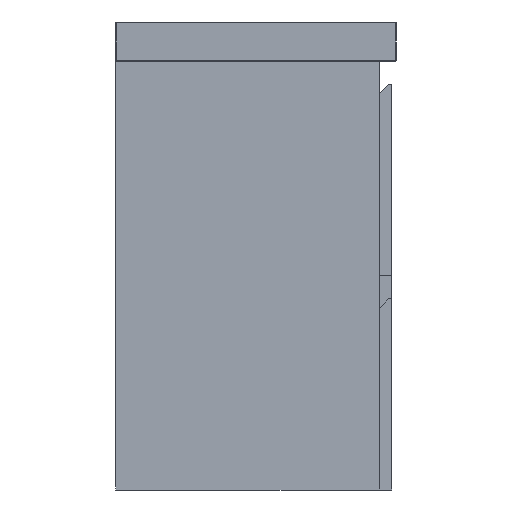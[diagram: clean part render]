
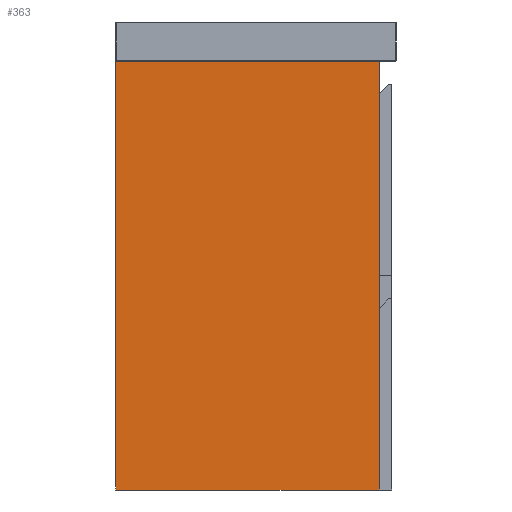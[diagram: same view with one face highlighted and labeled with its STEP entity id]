
A CAD part, left-side view. The second image highlights one B-rep face of the part: STEP entity #363.
In plain terms, the highlighted planar face has unit normal (-1, 0, 0).
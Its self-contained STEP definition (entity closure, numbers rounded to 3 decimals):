
#363=ADVANCED_FACE('',(#458),#1561,.T.);
#458=FACE_OUTER_BOUND('',#553,.T.);
#553=EDGE_LOOP('',(#835,#836,#837,#838));
#835=ORIENTED_EDGE('',*,*,#1121,.F.);
#836=ORIENTED_EDGE('',*,*,#1108,.T.);
#837=ORIENTED_EDGE('',*,*,#1119,.T.);
#838=ORIENTED_EDGE('',*,*,#1120,.F.);
#1108=EDGE_CURVE('',#1456,#1455,#1308,.T.);
#1119=EDGE_CURVE('',#1455,#1463,#1319,.T.);
#1120=EDGE_CURVE('',#1464,#1463,#1320,.T.);
#1121=EDGE_CURVE('',#1456,#1464,#1321,.T.);
#1308=B_SPLINE_CURVE_WITH_KNOTS('',1,(#2313,#2314),.UNSPECIFIED.,.F.,.F.,
(2,2),(-550.,0.),.UNSPECIFIED.);
#1319=B_SPLINE_CURVE_WITH_KNOTS('',1,(#2335,#2336),.UNSPECIFIED.,.F.,.F.,
(2,2),(-338.,0.),.UNSPECIFIED.);
#1320=B_SPLINE_CURVE_WITH_KNOTS('',1,(#2337,#2338),.UNSPECIFIED.,.F.,.F.,
(2,2),(-550.,0.),.UNSPECIFIED.);
#1321=B_SPLINE_CURVE_WITH_KNOTS('',1,(#2339,#2340),.UNSPECIFIED.,.F.,.F.,
(2,2),(-338.,0.),.UNSPECIFIED.);
#1455=VERTEX_POINT('',#2293);
#1456=VERTEX_POINT('',#2294);
#1463=VERTEX_POINT('',#2301);
#1464=VERTEX_POINT('',#2302);
#1561=PLANE('',#1765);
#1765=AXIS2_PLACEMENT_3D('',#2282,#1873,$);
#1873=DIRECTION('',(-1.,0.,0.));
#2282=CARTESIAN_POINT('',(-894.,-330.,371.8));
#2293=CARTESIAN_POINT('',(-894.,275.,338.));
#2294=CARTESIAN_POINT('',(-894.,-275.,338.));
#2301=CARTESIAN_POINT('',(-894.,275.,0.));
#2302=CARTESIAN_POINT('',(-894.,-275.,0.));
#2313=CARTESIAN_POINT('',(-894.,-275.,338.));
#2314=CARTESIAN_POINT('',(-894.,275.,338.));
#2335=CARTESIAN_POINT('',(-894.,275.,338.));
#2336=CARTESIAN_POINT('',(-894.,275.,0.));
#2337=CARTESIAN_POINT('',(-894.,-275.,0.));
#2338=CARTESIAN_POINT('',(-894.,275.,0.));
#2339=CARTESIAN_POINT('',(-894.,-275.,338.));
#2340=CARTESIAN_POINT('',(-894.,-275.,0.));
